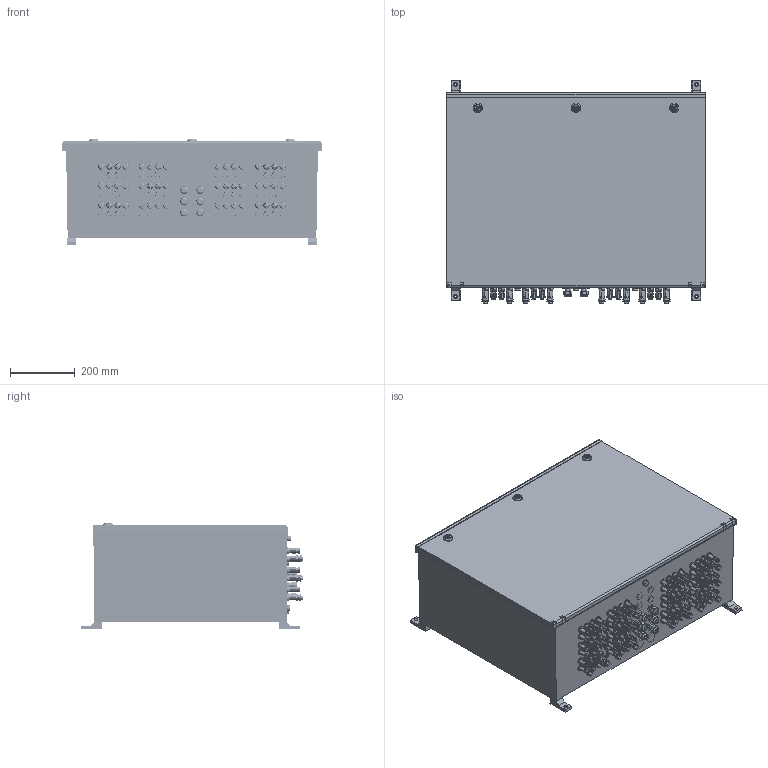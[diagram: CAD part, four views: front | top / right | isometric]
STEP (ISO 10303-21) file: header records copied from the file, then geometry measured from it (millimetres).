
FILE_DESCRIPTION(('CATIA V5 STEP Exchange','CAx-IF Rec.Pracs.--- Model Styling and Organization---1.5--- 2016-08-15','CAx-IF Rec.Pracs.---Supplemental Geometry---1.0---2011-11-01','CAx-IF Rec.Pracs.--- Composite Materials ---1.1---2010-07-15'),'2;1');
FILE_NAME ('D1629011_1', '2024-11-11T10:00:58+00:00', ('none'), ('Weidmueller'), 'CATIA Version 5-6 Release 2022 SP4 HF5', 'CATIA V5 STEP AP214 v3', 'none');
FILE_SCHEMA(('AUTOMOTIVE_DESIGN { 1 0 10303 214 1 1 1 1 }'));
Products named in the file (1): S3D_PVC_DC_2I_2O_12MPP_RD_SPD1R_WM4_11
Bounding box: 801.04 x 688.06 x 327 mm (x, y, z)
Volume: 138956030.6 mm3; surface area: 2079979.4 mm2
Topology: 1 solids, 1 shells, 5134 faces, 13600 edges, 8969 vertices
Faces by surface type: plane 2847, cylinder 1817, sphere 192, cone 158, extrusion 96, torus 24
Entity records: 164885 total; most frequent: CARTESIAN_POINT 43669, ORIENTED_EDGE 27200, DIRECTION 17822, EDGE_CURVE 13600, VERTEX_POINT 8969, VECTOR 8374, LINE 8278, AXIS2_PLACEMENT_3D 6463
